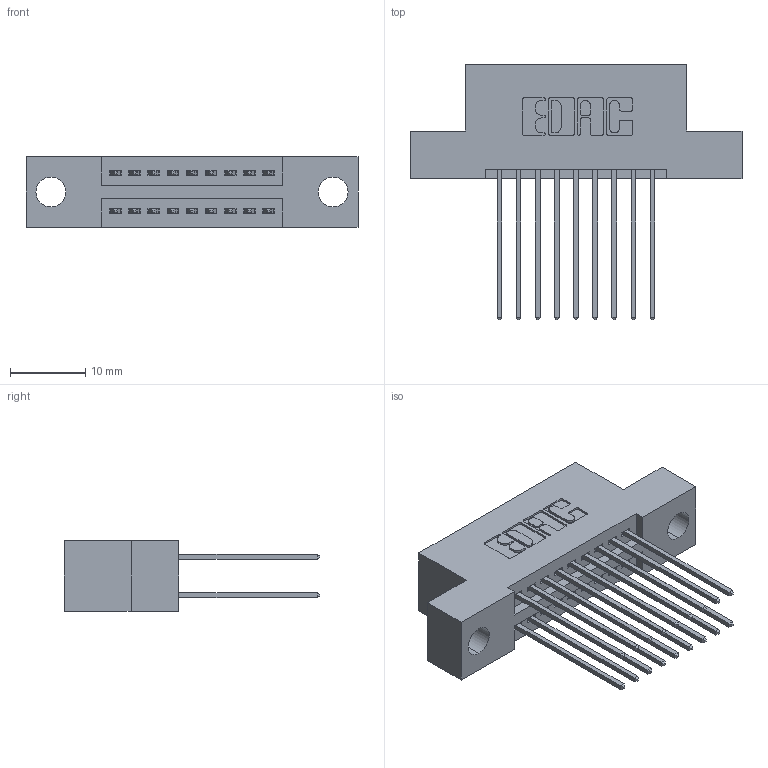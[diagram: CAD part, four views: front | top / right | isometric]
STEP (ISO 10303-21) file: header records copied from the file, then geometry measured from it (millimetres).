
FILE_DESCRIPTION (( 'STEP AP203' ), '1' );
FILE_NAME ('345-018-541-204.STEP', '2021-05-19T16:37:10', ( '' ), ( '' ), 'SwSTEP 2.0', 'SolidWorks 2020', '' );
FILE_SCHEMA (( 'CONFIG_CONTROL_DESIGN' ));
Length unit declared in the file: inch
Products named in the file (3): 345 Part_Flush Mounting Lugs - 0.156 Dia-TI; 345-292-001_345-293-141; 345-018-541-204
Assembly tree (19 placements, depth 2):
  345-018-541-204
    345 Part_Flush Mounting Lugs - 0.156 Dia-TI
    345-292-001_345-293-141  x18
Bounding box: 44.07 x 33.96 x 9.4 mm (x, y, z)
Volume: 3971.9 mm3; surface area: 5569 mm2
Topology: 19 solids, 19 shells, 1040 faces, 3059 edges, 2014 vertices
Faces by surface type: plane 688, cylinder 352
Entity records: 11941 total; most frequent: CARTESIAN_POINT 2038, ORIENTED_EDGE 1970, DIRECTION 1837, EDGE_CURVE 985, LINE 817, VECTOR 817, VERTEX_POINT 654, AXIS2_PLACEMENT_3D 510
